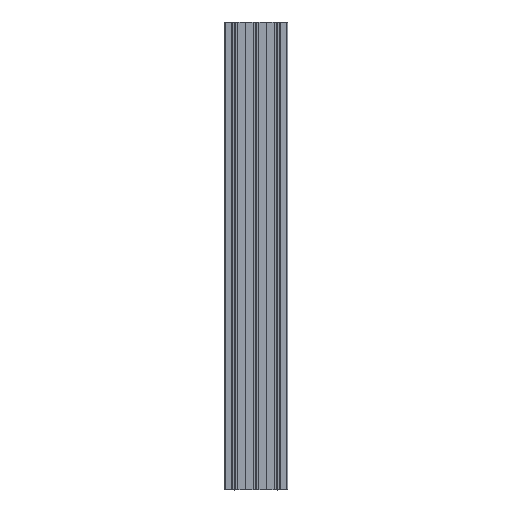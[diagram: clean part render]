
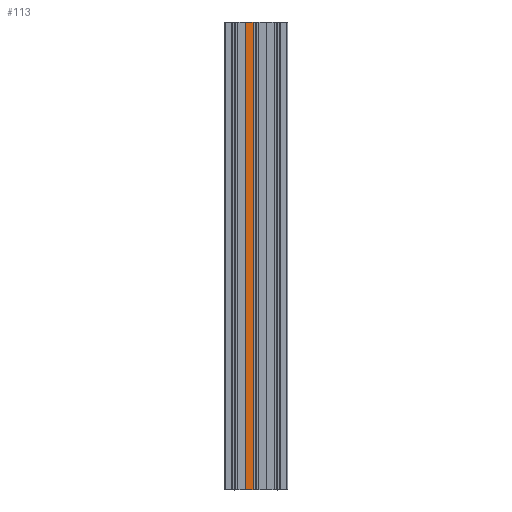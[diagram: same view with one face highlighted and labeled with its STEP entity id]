
A CAD part, front view. The second image highlights one B-rep face of the part: STEP entity #113.
In plain terms, the highlighted planar face has unit normal (0, -1, 0).
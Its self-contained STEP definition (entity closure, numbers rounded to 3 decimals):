
#113 = ADVANCED_FACE ( 'NONE', ( #10509 ), #1351, .F. ) ;
#1067 = VERTEX_POINT ( 'NONE', #5938 ) ;
#1351 = PLANE ( 'NONE',  #20869 ) ;
#1721 = ORIENTED_EDGE ( 'NONE', *, *, #13992, .F. ) ;
#1871 = DIRECTION ( 'NONE',  ( 0., 0., -1. ) ) ;
#2297 = ORIENTED_EDGE ( 'NONE', *, *, #24370, .F. ) ;
#3324 = DIRECTION ( 'NONE',  ( 1., 0., 0. ) ) ;
#5091 = VERTEX_POINT ( 'NONE', #22127 ) ;
#5938 = CARTESIAN_POINT ( 'NONE',  ( 22.838, -22.5, -1000. ) ) ;
#6982 = CARTESIAN_POINT ( 'NONE',  ( 39.9, -22.5, 0. ) ) ;
#7227 = LINE ( 'NONE', #6982, #11333 ) ;
#7553 = CARTESIAN_POINT ( 'NONE',  ( 38.675, -22.5, 0. ) ) ;
#7661 = VECTOR ( 'NONE', #18562, 1000. ) ;
#7893 = CARTESIAN_POINT ( 'NONE',  ( 22.838, -22.5, 0. ) ) ;
#8601 = EDGE_CURVE ( 'NONE', #13226, #13449, #7227, .T. ) ;
#9499 = LINE ( 'NONE', #7893, #13204 ) ;
#9548 = LINE ( 'NONE', #18970, #22897 ) ;
#10509 = FACE_OUTER_BOUND ( 'NONE', #18589, .T. ) ;
#11000 = LINE ( 'NONE', #20411, #7661 ) ;
#11333 = VECTOR ( 'NONE', #18503, 1000. ) ;
#12253 = DIRECTION ( 'NONE',  ( 0., 1., 0. ) ) ;
#13204 = VECTOR ( 'NONE', #17430, 1000. ) ;
#13226 = VERTEX_POINT ( 'NONE', #21084 ) ;
#13449 = VERTEX_POINT ( 'NONE', #7553 ) ;
#13877 = EDGE_CURVE ( 'NONE', #1067, #5091, #11000, .T. ) ;
#13992 = EDGE_CURVE ( 'NONE', #1067, #13226, #9499, .T. ) ;
#17331 = ORIENTED_EDGE ( 'NONE', *, *, #8601, .F. ) ;
#17430 = DIRECTION ( 'NONE',  ( 0., 0., 1. ) ) ;
#18503 = DIRECTION ( 'NONE',  ( 1., 0., 0. ) ) ;
#18562 = DIRECTION ( 'NONE',  ( 1., 0., 0. ) ) ;
#18589 = EDGE_LOOP ( 'NONE', ( #23900, #2297, #17331, #1721 ) ) ;
#18970 = CARTESIAN_POINT ( 'NONE',  ( 38.675, -22.5, -1000. ) ) ;
#20411 = CARTESIAN_POINT ( 'NONE',  ( 39.9, -22.5, -1000. ) ) ;
#20869 = AXIS2_PLACEMENT_3D ( 'NONE', #24034, #12253, #3324 ) ;
#21084 = CARTESIAN_POINT ( 'NONE',  ( 22.838, -22.5, 0. ) ) ;
#22127 = CARTESIAN_POINT ( 'NONE',  ( 38.675, -22.5, -1000. ) ) ;
#22897 = VECTOR ( 'NONE', #1871, 1000. ) ;
#23900 = ORIENTED_EDGE ( 'NONE', *, *, #13877, .T. ) ;
#24034 = CARTESIAN_POINT ( 'NONE',  ( 39.9, -22.5, -1031.82 ) ) ;
#24370 = EDGE_CURVE ( 'NONE', #13449, #5091, #9548, .T. ) ;
